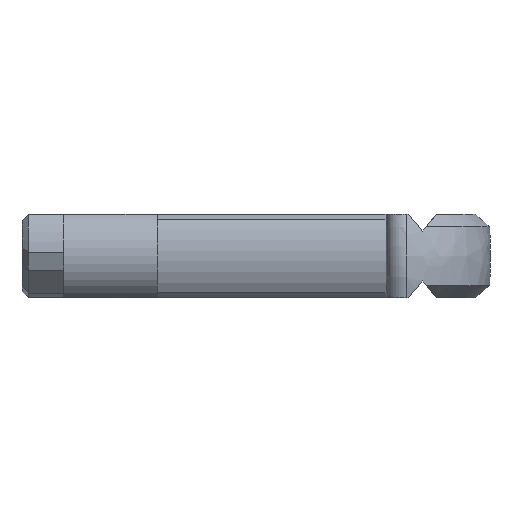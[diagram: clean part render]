
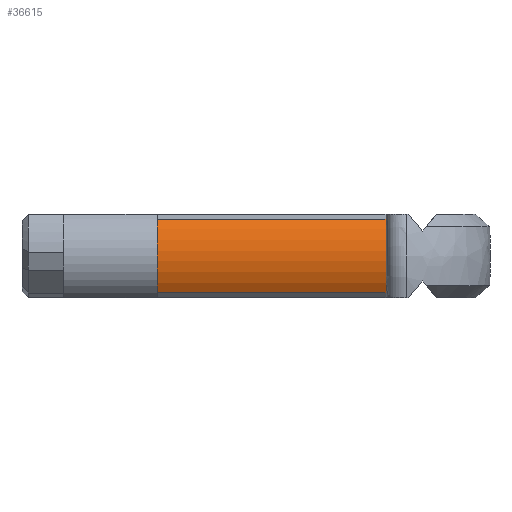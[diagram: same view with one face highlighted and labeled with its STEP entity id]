
A CAD part, front view. The second image highlights one B-rep face of the part: STEP entity #36615.
In plain terms, the highlighted cylindrical face has radius 3.3 mm (diameter 6.6 mm), a partial arc.
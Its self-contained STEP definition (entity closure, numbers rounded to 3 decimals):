
#15130 = PLANE('',#15131);
#15131 = AXIS2_PLACEMENT_3D('',#15132,#15133,#15134);
#15132 = CARTESIAN_POINT('',(-11.,3.3,0.));
#15133 = DIRECTION('',(-1.,0.,0.));
#15134 = DIRECTION('',(0.,0.,1.));
#15158 = PLANE('',#15159);
#15159 = AXIS2_PLACEMENT_3D('',#15160,#15161,#15162);
#15160 = CARTESIAN_POINT('',(-5.5,-2.561,
    1.878));
#15161 = DIRECTION('',(0.,-0.464,0.886)
  );
#15162 = DIRECTION('',(1.,0.,0.));
#15186 = PLANE('',#15187);
#15187 = AXIS2_PLACEMENT_3D('',#15188,#15189,#15190);
#15188 = CARTESIAN_POINT('',(0.,5.329,
    0.));
#15189 = DIRECTION('',(-1.,0.,0.));
#15190 = DIRECTION('',(0.,0.,1.));
#34589 = PLANE('',#34590);
#34590 = AXIS2_PLACEMENT_3D('',#34591,#34592,#34593);
#34591 = CARTESIAN_POINT('',(-5.5,-2.561,
    -1.878));
#34592 = DIRECTION('',(0.,-0.464,
    -0.886));
#34593 = DIRECTION('',(-1.,0.,0.));
#34933 = VERTEX_POINT('',#34934);
#34934 = CARTESIAN_POINT('',(-11.,-2.795,-1.755));
#34957 = VERTEX_POINT('',#34958);
#34958 = CARTESIAN_POINT('',(0.,-2.795,
    -1.755));
#34979 = EDGE_CURVE('',#34957,#34933,#34980,.T.);
#34980 = SURFACE_CURVE('',#34981,(#34985,#34992),.PCURVE_S1.);
#34981 = LINE('',#34982,#34983);
#34982 = CARTESIAN_POINT('',(-5.5,-2.795,
    -1.755));
#34983 = VECTOR('',#34984,1.);
#34984 = DIRECTION('',(-1.,0.,0.));
#34985 = PCURVE('',#34589,#34986);
#34986 = DEFINITIONAL_REPRESENTATION('',(#34987),#34991);
#34987 = LINE('',#34988,#34989);
#34988 = CARTESIAN_POINT('',(0.,-0.264));
#34989 = VECTOR('',#34990,1.);
#34990 = DIRECTION('',(1.,0.));
#34991 = ( GEOMETRIC_REPRESENTATION_CONTEXT(2) 
PARAMETRIC_REPRESENTATION_CONTEXT() REPRESENTATION_CONTEXT('2D SPACE',''
  ) );
#34992 = PCURVE('',#34993,#34998);
#34993 = CYLINDRICAL_SURFACE('',#34994,3.3);
#34994 = AXIS2_PLACEMENT_3D('',#34995,#34996,#34997);
#34995 = CARTESIAN_POINT('',(-5.5,0.,
    0.));
#34996 = DIRECTION('',(1.,0.,0.));
#34997 = DIRECTION('',(0.,-1.,0.));
#34998 = DEFINITIONAL_REPRESENTATION('',(#34999),#35003);
#34999 = LINE('',#35000,#35001);
#35000 = CARTESIAN_POINT('',(0.561,0.));
#35001 = VECTOR('',#35002,1.);
#35002 = DIRECTION('',(0.,-1.));
#35003 = ( GEOMETRIC_REPRESENTATION_CONTEXT(2) 
PARAMETRIC_REPRESENTATION_CONTEXT() REPRESENTATION_CONTEXT('2D SPACE',''
  ) );
#35009 = EDGE_CURVE('',#35010,#34933,#35012,.T.);
#35010 = VERTEX_POINT('',#35011);
#35011 = CARTESIAN_POINT('',(-11.,-2.795,1.755));
#35012 = SURFACE_CURVE('',#35013,(#35018,#35029),.PCURVE_S1.);
#35013 = CIRCLE('',#35014,3.3);
#35014 = AXIS2_PLACEMENT_3D('',#35015,#35016,#35017);
#35015 = CARTESIAN_POINT('',(-11.,0.,
    0.));
#35016 = DIRECTION('',(1.,0.,0.));
#35017 = DIRECTION('',(0.,0.,1.));
#35018 = PCURVE('',#15130,#35019);
#35019 = DEFINITIONAL_REPRESENTATION('',(#35020),#35028);
#35020 = ( BOUNDED_CURVE() B_SPLINE_CURVE(2,(#35021,#35022,#35023,#35024
    ,#35025,#35026,#35027),.UNSPECIFIED.,.T.,.F.) 
B_SPLINE_CURVE_WITH_KNOTS((1,2,2,2,2,1),(-2.094,0.,
    2.094,4.189,6.283,8.378),
.UNSPECIFIED.) CURVE() GEOMETRIC_REPRESENTATION_ITEM() 
RATIONAL_B_SPLINE_CURVE((1.,0.5,1.,0.5,1.,0.5,1.)) REPRESENTATION_ITEM(
  '') );
#35021 = CARTESIAN_POINT('',(3.3,-3.3));
#35022 = CARTESIAN_POINT('',(3.3,-9.016));
#35023 = CARTESIAN_POINT('',(-1.65,-6.158));
#35024 = CARTESIAN_POINT('',(-6.6,-3.3));
#35025 = CARTESIAN_POINT('',(-1.65,-0.442));
#35026 = CARTESIAN_POINT('',(3.3,2.416));
#35027 = CARTESIAN_POINT('',(3.3,-3.3));
#35028 = ( GEOMETRIC_REPRESENTATION_CONTEXT(2) 
PARAMETRIC_REPRESENTATION_CONTEXT() REPRESENTATION_CONTEXT('2D SPACE',''
  ) );
#35029 = PCURVE('',#34993,#35030);
#35030 = DEFINITIONAL_REPRESENTATION('',(#35031),#35035);
#35031 = LINE('',#35032,#35033);
#35032 = CARTESIAN_POINT('',(-1.571,-5.5));
#35033 = VECTOR('',#35034,1.);
#35034 = DIRECTION('',(1.,0.));
#35035 = ( GEOMETRIC_REPRESENTATION_CONTEXT(2) 
PARAMETRIC_REPRESENTATION_CONTEXT() REPRESENTATION_CONTEXT('2D SPACE',''
  ) );
#35412 = EDGE_CURVE('',#35010,#35413,#35415,.T.);
#35413 = VERTEX_POINT('',#35414);
#35414 = CARTESIAN_POINT('',(0.,-2.795,
    1.755));
#35415 = SURFACE_CURVE('',#35416,(#35420,#35427),.PCURVE_S1.);
#35416 = LINE('',#35417,#35418);
#35417 = CARTESIAN_POINT('',(-5.5,-2.795,
    1.755));
#35418 = VECTOR('',#35419,1.);
#35419 = DIRECTION('',(1.,0.,0.));
#35420 = PCURVE('',#15158,#35421);
#35421 = DEFINITIONAL_REPRESENTATION('',(#35422),#35426);
#35422 = LINE('',#35423,#35424);
#35423 = CARTESIAN_POINT('',(0.,-0.264));
#35424 = VECTOR('',#35425,1.);
#35425 = DIRECTION('',(1.,0.));
#35426 = ( GEOMETRIC_REPRESENTATION_CONTEXT(2) 
PARAMETRIC_REPRESENTATION_CONTEXT() REPRESENTATION_CONTEXT('2D SPACE',''
  ) );
#35427 = PCURVE('',#34993,#35428);
#35428 = DEFINITIONAL_REPRESENTATION('',(#35429),#35433);
#35429 = LINE('',#35430,#35431);
#35430 = CARTESIAN_POINT('',(-0.561,0.));
#35431 = VECTOR('',#35432,1.);
#35432 = DIRECTION('',(0.,1.));
#35433 = ( GEOMETRIC_REPRESENTATION_CONTEXT(2) 
PARAMETRIC_REPRESENTATION_CONTEXT() REPRESENTATION_CONTEXT('2D SPACE',''
  ) );
#36490 = EDGE_CURVE('',#35413,#34957,#36491,.T.);
#36491 = SURFACE_CURVE('',#36492,(#36497,#36508),.PCURVE_S1.);
#36492 = CIRCLE('',#36493,3.3);
#36493 = AXIS2_PLACEMENT_3D('',#36494,#36495,#36496);
#36494 = CARTESIAN_POINT('',(0.,0.,
    0.));
#36495 = DIRECTION('',(1.,0.,0.));
#36496 = DIRECTION('',(0.,0.,1.));
#36497 = PCURVE('',#15186,#36498);
#36498 = DEFINITIONAL_REPRESENTATION('',(#36499),#36507);
#36499 = ( BOUNDED_CURVE() B_SPLINE_CURVE(2,(#36500,#36501,#36502,#36503
    ,#36504,#36505,#36506),.UNSPECIFIED.,.T.,.F.) 
B_SPLINE_CURVE_WITH_KNOTS((1,2,2,2,2,1),(-2.094,0.,
    2.094,4.189,6.283,8.378),
.UNSPECIFIED.) CURVE() GEOMETRIC_REPRESENTATION_ITEM() 
RATIONAL_B_SPLINE_CURVE((1.,0.5,1.,0.5,1.,0.5,1.)) REPRESENTATION_ITEM(
  '') );
#36500 = CARTESIAN_POINT('',(3.3,-5.329));
#36501 = CARTESIAN_POINT('',(3.3,-11.045));
#36502 = CARTESIAN_POINT('',(-1.65,-8.187));
#36503 = CARTESIAN_POINT('',(-6.6,-5.329));
#36504 = CARTESIAN_POINT('',(-1.65,-2.471));
#36505 = CARTESIAN_POINT('',(3.3,0.387));
#36506 = CARTESIAN_POINT('',(3.3,-5.329));
#36507 = ( GEOMETRIC_REPRESENTATION_CONTEXT(2) 
PARAMETRIC_REPRESENTATION_CONTEXT() REPRESENTATION_CONTEXT('2D SPACE',''
  ) );
#36508 = PCURVE('',#34993,#36509);
#36509 = DEFINITIONAL_REPRESENTATION('',(#36510),#36514);
#36510 = LINE('',#36511,#36512);
#36511 = CARTESIAN_POINT('',(-1.571,5.5));
#36512 = VECTOR('',#36513,1.);
#36513 = DIRECTION('',(1.,0.));
#36514 = ( GEOMETRIC_REPRESENTATION_CONTEXT(2) 
PARAMETRIC_REPRESENTATION_CONTEXT() REPRESENTATION_CONTEXT('2D SPACE',''
  ) );
#36615 = ADVANCED_FACE('',(#36616),#34993,.T.);
#36616 = FACE_BOUND('',#36617,.T.);
#36617 = EDGE_LOOP('',(#36618,#36619,#36620,#36621));
#36618 = ORIENTED_EDGE('',*,*,#34979,.F.);
#36619 = ORIENTED_EDGE('',*,*,#36490,.F.);
#36620 = ORIENTED_EDGE('',*,*,#35412,.F.);
#36621 = ORIENTED_EDGE('',*,*,#35009,.T.);
